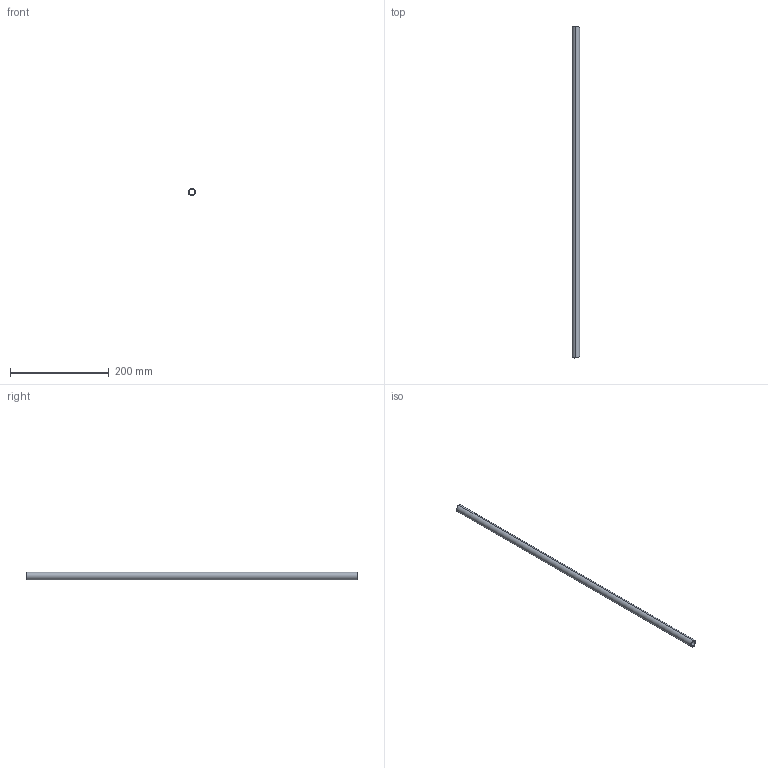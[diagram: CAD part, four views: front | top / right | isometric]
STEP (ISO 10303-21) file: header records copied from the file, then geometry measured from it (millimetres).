
FILE_DESCRIPTION(('STEP AP214'),'1');
FILE_NAME('110.stp','2018-02-08T14:09:15',(' '),(' '),'Spatial InterOp 3D',' ',' ');
FILE_SCHEMA(('automotive_design'));
Length unit declared in the file: metre
Products named in the file (1): Corps1
Bounding box: 15 x 671.66 x 15 mm (x, y, z)
Volume: 42563.3 mm3; surface area: 56890.4 mm2
Topology: 1 solids, 1 shells, 8 faces, 28 edges, 20 vertices
Faces by surface type: cylinder 8
Entity records: 969 total; most frequent: CARTESIAN_POINT 657, ORIENTED_EDGE 56, DIRECTION 34, EDGE_CURVE 28, VERTEX_POINT 20, B_SPLINE_CURVE_WITH_KNOTS 16, AXIS2_PLACEMENT_3D 13, STYLED_ITEM 9
